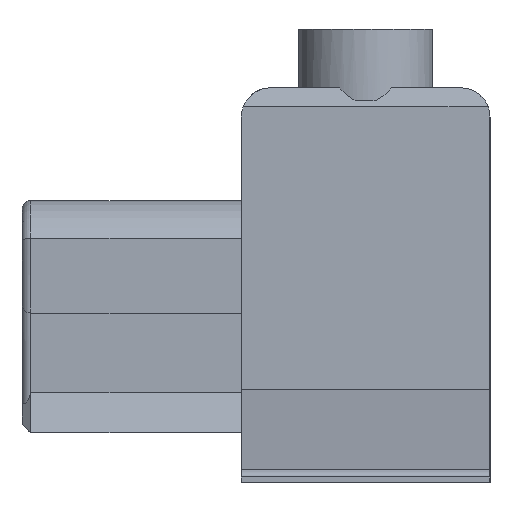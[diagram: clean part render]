
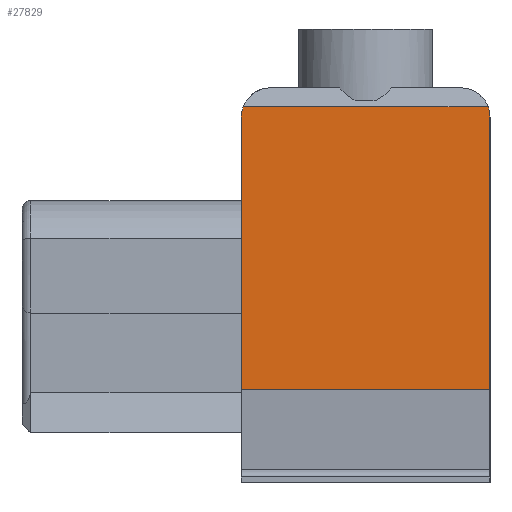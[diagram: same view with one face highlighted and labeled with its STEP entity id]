
A CAD part, left-side view. The second image highlights one B-rep face of the part: STEP entity #27829.
In plain terms, the highlighted planar face has unit normal (-1, 0, 0).
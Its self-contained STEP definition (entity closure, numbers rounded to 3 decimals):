
#907=CIRCLE('',#29292,1.);
#908=CIRCLE('',#29293,1.);
#2716=ORIENTED_EDGE('',*,*,#7282,.F.);
#2717=ORIENTED_EDGE('',*,*,#8615,.T.);
#2718=ORIENTED_EDGE('',*,*,#7491,.T.);
#2719=ORIENTED_EDGE('',*,*,#8616,.T.);
#2720=ORIENTED_EDGE('',*,*,#8617,.F.);
#2721=ORIENTED_EDGE('',*,*,#8618,.T.);
#7282=EDGE_CURVE('',#10290,#10291,#12211,.T.);
#7491=EDGE_CURVE('',#10500,#10499,#12388,.T.);
#8615=EDGE_CURVE('',#10290,#10500,#13229,.T.);
#8616=EDGE_CURVE('',#10499,#11504,#907,.T.);
#8617=EDGE_CURVE('',#11505,#11504,#13230,.T.);
#8618=EDGE_CURVE('',#11505,#10291,#908,.T.);
#10290=VERTEX_POINT('',#36862);
#10291=VERTEX_POINT('',#36864);
#10499=VERTEX_POINT('',#37281);
#10500=VERTEX_POINT('',#37283);
#11504=VERTEX_POINT('',#39599);
#11505=VERTEX_POINT('',#39601);
#12211=LINE('',#36863,#14422);
#12388=LINE('',#37282,#14599);
#13229=LINE('',#39597,#15440);
#13230=LINE('',#39600,#15441);
#14422=VECTOR('',#30794,1000.);
#14599=VECTOR('',#31037,1000.);
#15440=VECTOR('',#32818,1000.);
#15441=VECTOR('',#32821,1000.);
#16816=EDGE_LOOP('',(#2716,#2717,#2718,#2719,#2720,#2721));
#18040=FACE_BOUND('',#16816,.T.);
#19192=PLANE('',#29291);
#27829=ADVANCED_FACE('',(#18040),#19192,.T.);
#29291=AXIS2_PLACEMENT_3D('',#39596,#32816,#32817);
#29292=AXIS2_PLACEMENT_3D('',#39598,#32819,#32820);
#29293=AXIS2_PLACEMENT_3D('',#39602,#32822,#32823);
#30794=DIRECTION('',(0.,0.,1.));
#31037=DIRECTION('',(0.,0.,1.));
#32816=DIRECTION('',(-1.,0.,0.));
#32817=DIRECTION('',(0.,0.,1.));
#32818=DIRECTION('',(0.,-1.,0.));
#32819=DIRECTION('',(-1.,0.,0.));
#32820=DIRECTION('',(0.,0.,1.));
#32821=DIRECTION('',(0.,-1.,0.));
#32822=DIRECTION('',(-1.,0.,0.));
#32823=DIRECTION('',(0.,0.,1.));
#36862=CARTESIAN_POINT('',(-37.5,4.25,-3.));
#36863=CARTESIAN_POINT('',(-37.5,4.25,-6.2));
#36864=CARTESIAN_POINT('',(-37.5,4.25,6.3));
#37281=CARTESIAN_POINT('',(-37.5,-4.25,6.3));
#37282=CARTESIAN_POINT('',(-37.5,-4.25,-6.2));
#37283=CARTESIAN_POINT('',(-37.5,-4.25,-3.));
#39596=CARTESIAN_POINT('',(-37.5,-4.25,-6.2));
#39597=CARTESIAN_POINT('',(-37.5,73.039,-3.));
#39598=CARTESIAN_POINT('',(-37.5,-3.25,6.3));
#39599=CARTESIAN_POINT('',(-37.5,-4.187,6.65));
#39600=CARTESIAN_POINT('',(-37.5,4.25,6.65));
#39601=CARTESIAN_POINT('',(-37.5,4.187,6.65));
#39602=CARTESIAN_POINT('',(-37.5,3.25,6.3));
